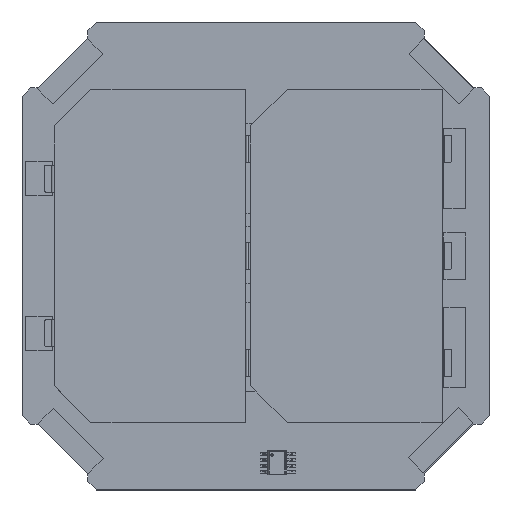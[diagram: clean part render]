
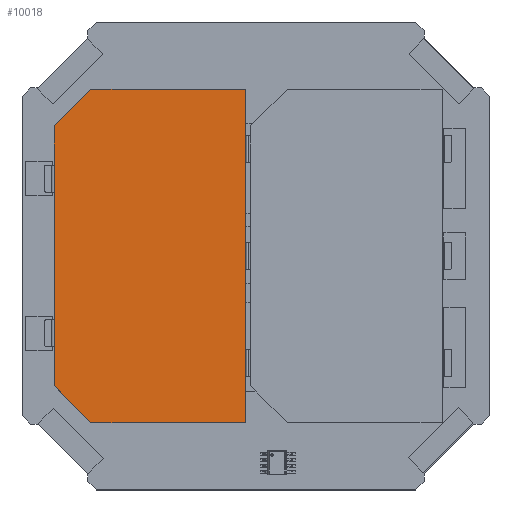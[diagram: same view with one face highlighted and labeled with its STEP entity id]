
A CAD part, top view. The second image highlights one B-rep face of the part: STEP entity #10018.
In plain terms, the highlighted face is planar.
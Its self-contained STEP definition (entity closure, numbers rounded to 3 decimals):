
#7854 = VERTEX_POINT ( 'NONE', #30910 ) ;
#7867 = VERTEX_POINT ( 'NONE', #30882 ) ;
#7896 = VERTEX_POINT ( 'NONE', #30830 ) ;
#8014 = VERTEX_POINT ( 'NONE', #31547 ) ;
#8128 = VERTEX_POINT ( 'NONE', #31499 ) ;
#8399 = LINE ( 'NONE', #9657, #8400 ) ;
#8400 = VECTOR ( 'NONE', #9675, 1000. ) ;
#8408 = LINE ( 'NONE', #9941, #8409 ) ;
#8409 = VECTOR ( 'NONE', #9940, 1000. ) ;
#8416 = LINE ( 'NONE', #9929, #8417 ) ;
#8417 = VECTOR ( 'NONE', #9927, 1000. ) ;
#8422 = LINE ( 'NONE', #9918, #8423 ) ;
#8423 = VECTOR ( 'NONE', #9917, 1000. ) ;
#8428 = LINE ( 'NONE', #9911, #8429 ) ;
#8429 = VECTOR ( 'NONE', #9910, 1000. ) ;
#8432 = LINE ( 'NONE', #9907, #8433 ) ;
#8433 = VECTOR ( 'NONE', #9904, 1000. ) ;
#9657 = CARTESIAN_POINT ( 'NONE',  ( -34.55, 0.4, -32.08 ) ) ;
#9675 = DIRECTION ( 'NONE',  ( 0., 0., 1. ) ) ;
#9904 = DIRECTION ( 'NONE',  ( -0.707, 0., 0.707 ) ) ;
#9907 = CARTESIAN_POINT ( 'NONE',  ( -26.93, 0.4, -39.7 ) ) ;
#9910 = DIRECTION ( 'NONE',  ( -1., 0., 0. ) ) ;
#9911 = CARTESIAN_POINT ( 'NONE',  ( 26.93, 0.4, -39.7 ) ) ;
#9917 = DIRECTION ( 'NONE',  ( -0.707, 0., -0.707 ) ) ;
#9918 = CARTESIAN_POINT ( 'NONE',  ( 34.55, 0.4, -32.08 ) ) ;
#9927 = DIRECTION ( 'NONE',  ( 0., 0., -1. ) ) ;
#9929 = CARTESIAN_POINT ( 'NONE',  ( 34.55, 0.4, 0. ) ) ;
#9940 = DIRECTION ( 'NONE',  ( 1., 0., 0. ) ) ;
#9941 = CARTESIAN_POINT ( 'NONE',  ( -34.55, 0.4, 0. ) ) ;
#10018 = ADVANCED_FACE ( 'NONE', ( #10623 ), #28970, .T. ) ;
#10623 = FACE_OUTER_BOUND ( 'NONE', #16384, .T. ) ;
#12229 = ORIENTED_EDGE ( 'NONE', *, *, #29718, .T. ) ;
#12230 = ORIENTED_EDGE ( 'NONE', *, *, #29716, .T. ) ;
#12231 = ORIENTED_EDGE ( 'NONE', *, *, #29713, .T. ) ;
#12232 = ORIENTED_EDGE ( 'NONE', *, *, #29701, .T. ) ;
#12233 = ORIENTED_EDGE ( 'NONE', *, *, #29710, .T. ) ;
#12234 = ORIENTED_EDGE ( 'NONE', *, *, #29706, .T. ) ;
#16384 = EDGE_LOOP ( 'NONE', ( #12232, #12234, #12233, #12231, #12230, #12229 ) ) ;
#18258 = CARTESIAN_POINT ( 'NONE',  ( -26.93, 0.4, -39.7 ) ) ;
#21192 = VERTEX_POINT ( 'NONE', #18258 ) ;
#28967 = DIRECTION ( 'NONE',  ( 0., 0., 1. ) ) ;
#28968 = DIRECTION ( 'NONE',  ( 0., 1., 0. ) ) ;
#28969 = CARTESIAN_POINT ( 'NONE',  ( -34.55, 0.4, 0. ) ) ;
#28970 = PLANE ( 'NONE',  #29435 ) ;
#29435 = AXIS2_PLACEMENT_3D ( 'NONE', #28969, #28968, #28967 ) ;
#29701 = EDGE_CURVE ( 'NONE', #7854, #8014, #8399, .T. ) ;
#29706 = EDGE_CURVE ( 'NONE', #8014, #7867, #8408, .T. ) ;
#29710 = EDGE_CURVE ( 'NONE', #7867, #7896, #8416, .T. ) ;
#29713 = EDGE_CURVE ( 'NONE', #7896, #8128, #8422, .T. ) ;
#29716 = EDGE_CURVE ( 'NONE', #8128, #21192, #8428, .T. ) ;
#29718 = EDGE_CURVE ( 'NONE', #21192, #7854, #8432, .T. ) ;
#30830 = CARTESIAN_POINT ( 'NONE',  ( 34.55, 0.4, -32.08 ) ) ;
#30882 = CARTESIAN_POINT ( 'NONE',  ( 34.55, 0.4, 0. ) ) ;
#30910 = CARTESIAN_POINT ( 'NONE',  ( -34.55, 0.4, -32.08 ) ) ;
#31499 = CARTESIAN_POINT ( 'NONE',  ( 26.93, 0.4, -39.7 ) ) ;
#31547 = CARTESIAN_POINT ( 'NONE',  ( -34.55, 0.4, 0. ) ) ;
